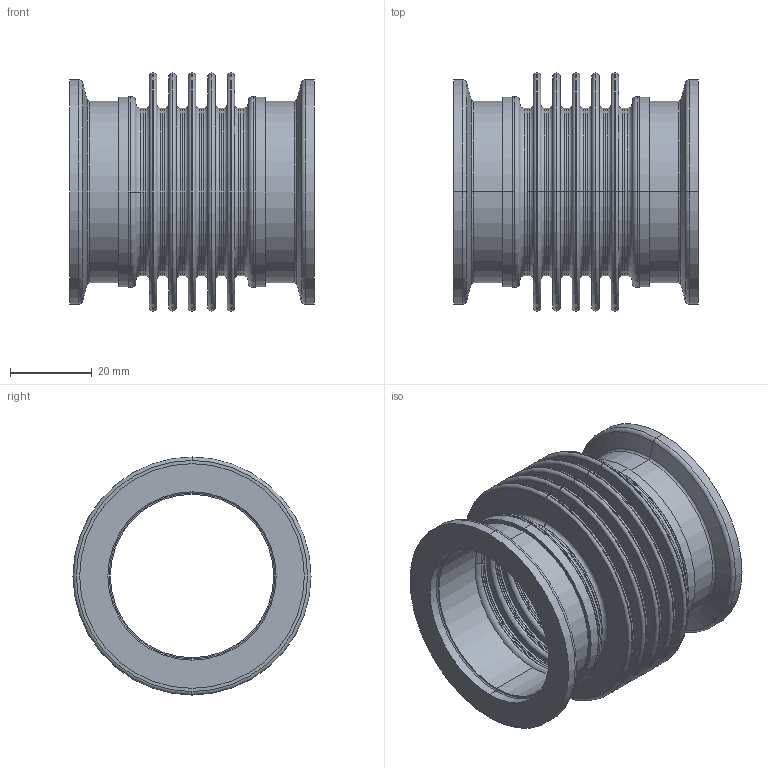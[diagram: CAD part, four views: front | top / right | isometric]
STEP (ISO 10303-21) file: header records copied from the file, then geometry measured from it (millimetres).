
FILE_DESCRIPTION (( 'STEP AP214' ), '1' );
FILE_NAME ('170SFK040-060.stp', '2017-04-12T11:59:49', ( '' ), ( '' ), 'SwSTEP 2.0', 'SolidWorks 2015', '' );
FILE_SCHEMA (( 'AUTOMOTIVE_DESIGN' ));
Length unit declared in the file: millimetre
Products named in the file (1): 170SFK040-060
Bounding box: 60 x 58.3 x 58.3 mm (x, y, z)
Volume: 18040.8 mm3; surface area: 47613.5 mm2
Topology: 9 solids, 9 shells, 250 faces, 500 edges, 292 vertices
Faces by surface type: torus 108, cylinder 96, plane 42, cone 4
Entity records: 9464 total; most frequent: DIRECTION 1402, CARTESIAN_POINT 1043, ORIENTED_EDGE 1000, AXIS2_PLACEMENT_3D 651, EDGE_CURVE 500, CIRCLE 400, VERTEX_POINT 292, EDGE_LOOP 292
